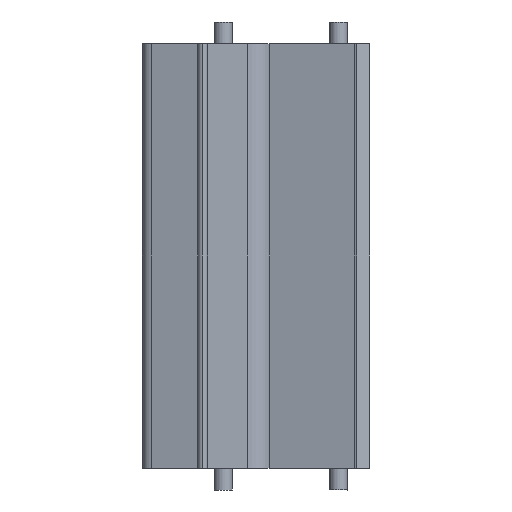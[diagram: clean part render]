
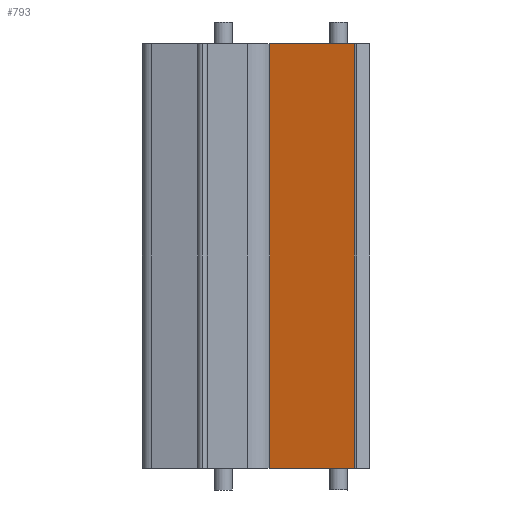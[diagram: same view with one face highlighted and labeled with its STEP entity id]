
A CAD part, left-side view. The second image highlights one B-rep face of the part: STEP entity #793.
In plain terms, the highlighted planar face has unit normal (-0.423, -0.906, 0).
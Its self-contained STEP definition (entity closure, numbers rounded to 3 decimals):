
#793=ADVANCED_FACE('',(#1659),#1660,.F.);
#1659=FACE_OUTER_BOUND('',#2580,.T.);
#1660=PLANE('',#2581);
#2580=EDGE_LOOP('',(#5029,#5030,#5031,#5032));
#2581=AXIS2_PLACEMENT_3D('',#5033,#5034,#5035);
#5029=ORIENTED_EDGE('',*,*,#6364,.T.);
#5030=ORIENTED_EDGE('',*,*,#6326,.T.);
#5031=ORIENTED_EDGE('',*,*,#6424,.F.);
#5032=ORIENTED_EDGE('',*,*,#6373,.F.);
#5033=CARTESIAN_POINT('',(-38.994,3.7,37.55));
#5034=DIRECTION('',(0.423,0.906,0.0));
#5035=DIRECTION('',(0.0,0.0,-1.0));
#6326=EDGE_CURVE('',#7820,#7818,#7821,.T.);
#6364=EDGE_CURVE('',#7884,#7820,#7885,.T.);
#6373=EDGE_CURVE('',#7884,#7897,#7898,.T.);
#6424=EDGE_CURVE('',#7897,#7818,#7983,.T.);
#7818=VERTEX_POINT('',#9911);
#7820=VERTEX_POINT('',#9913);
#7821=LINE('',#9914,#9915);
#7884=VERTEX_POINT('',#9994);
#7885=LINE('',#9995,#9996);
#7897=VERTEX_POINT('',#10013);
#7898=LINE('',#10014,#10015);
#7983=LINE('',#10124,#10125);
#9911=CARTESIAN_POINT('',(-54.339,10.856,37.55));
#9913=CARTESIAN_POINT('',(-39.396,3.887,37.55));
#9914=CARTESIAN_POINT('',(-74.763,20.379,37.55));
#9915=VECTOR('',#11190,1.0);
#9994=CARTESIAN_POINT('',(-39.396,3.887,2.55));
#9995=CARTESIAN_POINT('',(-39.396,3.887,20.05));
#9996=VECTOR('',#11252,1.0);
#10013=CARTESIAN_POINT('',(-54.339,10.856,2.55));
#10014=CARTESIAN_POINT('',(-74.763,20.379,2.55));
#10015=VECTOR('',#11261,1.0);
#10124=CARTESIAN_POINT('',(-54.339,10.856,20.05));
#10125=VECTOR('',#11349,1.0);
#11190=DIRECTION('',(-0.906,0.423,0.0));
#11252=DIRECTION('',(0.0,0.0,1.0));
#11261=DIRECTION('',(-0.906,0.423,0.0));
#11349=DIRECTION('',(0.0,0.0,1.0));
